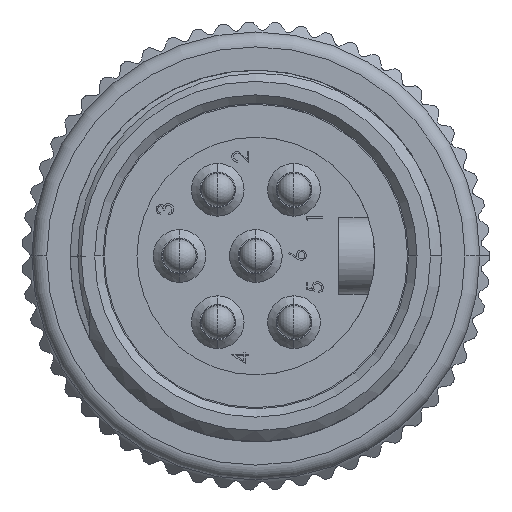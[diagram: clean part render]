
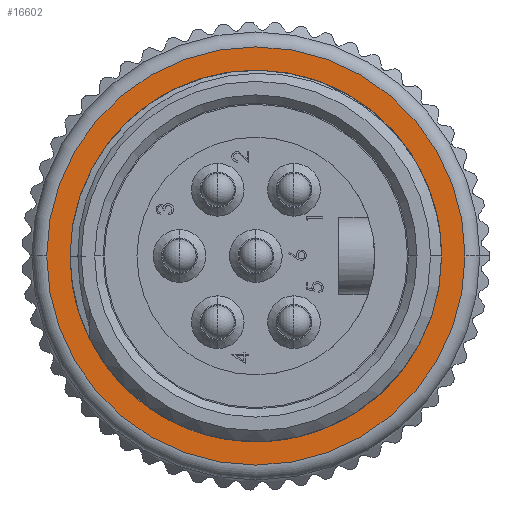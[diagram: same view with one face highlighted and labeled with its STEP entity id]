
A CAD part, left-side view. The second image highlights one B-rep face of the part: STEP entity #16602.
In plain terms, the highlighted planar face has unit normal (-1, 0, 0).
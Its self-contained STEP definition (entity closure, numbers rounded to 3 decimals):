
#704 = DIRECTION ( 'NONE',  ( 1., 0., 0. ) ) ;
#1780 = VERTEX_POINT ( 'NONE', #27287 ) ;
#2248 = AXIS2_PLACEMENT_3D ( 'NONE', #19679, #2883, #22477 ) ;
#2883 = DIRECTION ( 'NONE',  ( -1., 0., 0. ) ) ;
#3544 = AXIS2_PLACEMENT_3D ( 'NONE', #17507, #704, #20301 ) ;
#3606 = DIRECTION ( 'NONE',  ( -1., 0., 0. ) ) ;
#3731 = CARTESIAN_POINT ( 'NONE',  ( 0.52, 11.11, 0. ) ) ;
#4388 = CARTESIAN_POINT ( 'NONE',  ( 0.52, 0., 0. ) ) ;
#6541 = PLANE ( 'NONE',  #33392 ) ;
#7214 = DIRECTION ( 'NONE',  ( 0., 1., 0. ) ) ;
#8052 = FACE_OUTER_BOUND ( 'NONE', #29986, .T. ) ;
#8593 = EDGE_CURVE ( 'NONE', #10901, #1780, #33608, .T. ) ;
#8677 = DIRECTION ( 'NONE',  ( -1., 0., 0. ) ) ;
#8704 = CARTESIAN_POINT ( 'NONE',  ( 0.52, -11.11, 0. ) ) ;
#10901 = VERTEX_POINT ( 'NONE', #8704 ) ;
#10988 = CARTESIAN_POINT ( 'NONE',  ( 0.52, -12.51, 0. ) ) ;
#12089 = CIRCLE ( 'NONE', #36166, 12.51 ) ;
#13346 = VERTEX_POINT ( 'NONE', #10988 ) ;
#15831 = CIRCLE ( 'NONE', #2248, 12.51 ) ;
#16602 = ADVANCED_FACE ( 'NONE', ( #8052, #30378 ), #6541, .T. ) ;
#17076 = ORIENTED_EDGE ( 'NONE', *, *, #8593, .T. ) ;
#17507 = CARTESIAN_POINT ( 'NONE',  ( 0.52, 0., 0. ) ) ;
#18303 = ORIENTED_EDGE ( 'NONE', *, *, #25991, .T. ) ;
#18971 = EDGE_CURVE ( 'NONE', #13346, #24677, #15831, .T. ) ;
#19679 = CARTESIAN_POINT ( 'NONE',  ( 0.52, 0., 0. ) ) ;
#20301 = DIRECTION ( 'NONE',  ( 0., 1., 0. ) ) ;
#22477 = DIRECTION ( 'NONE',  ( 0., -1., 0. ) ) ;
#22749 = CARTESIAN_POINT ( 'NONE',  ( 0.52, 12.51, 0. ) ) ;
#23242 = ORIENTED_EDGE ( 'NONE', *, *, #18971, .T. ) ;
#24001 = DIRECTION ( 'NONE',  ( 1., 0., 0. ) ) ;
#24216 = ORIENTED_EDGE ( 'NONE', *, *, #26082, .T. ) ;
#24677 = VERTEX_POINT ( 'NONE', #22749 ) ;
#25238 = CIRCLE ( 'NONE', #3544, 11.11 ) ;
#25470 = CARTESIAN_POINT ( 'NONE',  ( 0.52, 0., 0. ) ) ;
#25576 = AXIS2_PLACEMENT_3D ( 'NONE', #4388, #24001, #7214 ) ;
#25697 = EDGE_LOOP ( 'NONE', ( #24216, #17076 ) ) ;
#25991 = EDGE_CURVE ( 'NONE', #24677, #13346, #12089, .T. ) ;
#26082 = EDGE_CURVE ( 'NONE', #1780, #10901, #25238, .T. ) ;
#26161 = DIRECTION ( 'NONE',  ( 0., -1., 0. ) ) ;
#27287 = CARTESIAN_POINT ( 'NONE',  ( 0.52, 11.11, 0. ) ) ;
#28286 = DIRECTION ( 'NONE',  ( 0., -1., 0. ) ) ;
#29986 = EDGE_LOOP ( 'NONE', ( #23242, #18303 ) ) ;
#30378 = FACE_BOUND ( 'NONE', #25697, .T. ) ;
#33392 = AXIS2_PLACEMENT_3D ( 'NONE', #3731, #3606, #26161 ) ;
#33608 = CIRCLE ( 'NONE', #25576, 11.11 ) ;
#36166 = AXIS2_PLACEMENT_3D ( 'NONE', #25470, #8677, #28286 ) ;
